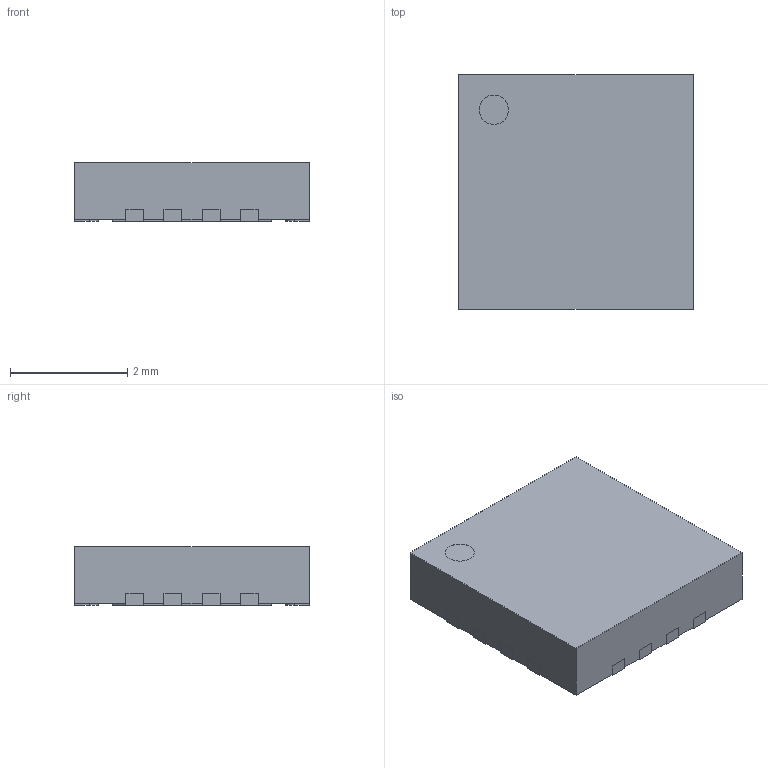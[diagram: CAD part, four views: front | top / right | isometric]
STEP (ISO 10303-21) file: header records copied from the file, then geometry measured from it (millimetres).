
FILE_DESCRIPTION (( 'STEP AP214' ), '1' );
FILE_NAME ('QFN16_4x4_P0.65.STEP', '2019-09-12T13:27:21', ( '' ), ( '' ), 'SwSTEP 2.0', 'SolidWorks 2018', '' );
FILE_SCHEMA (( 'AUTOMOTIVE_DESIGN' ));
Length unit declared in the file: millimetre
Products named in the file (4): BODY-QFN.stp; QFN16_4x4_P0.65; FRAME-RSA0016B.stp; QFN16_4x4_P0.65.stp
Assembly tree (3 placements, depth 3):
  QFN16_4x4_P0.65
    QFN16_4x4_P0.65.stp
      BODY-QFN.stp
      FRAME-RSA0016B.stp
Bounding box: 4 x 4 x 1 mm (x, y, z)
Volume: 15.8 mm3; surface area: 80.5 mm2
Topology: 18 solids, 18 shells, 192 faces, 456 edges, 304 vertices
Faces by surface type: plane 158, cylinder 34
Entity records: 5988 total; most frequent: CARTESIAN_POINT 959, DIRECTION 922, ORIENTED_EDGE 912, EDGE_CURVE 456, LINE 388, VECTOR 388, VERTEX_POINT 304, AXIS2_PLACEMENT_3D 267
